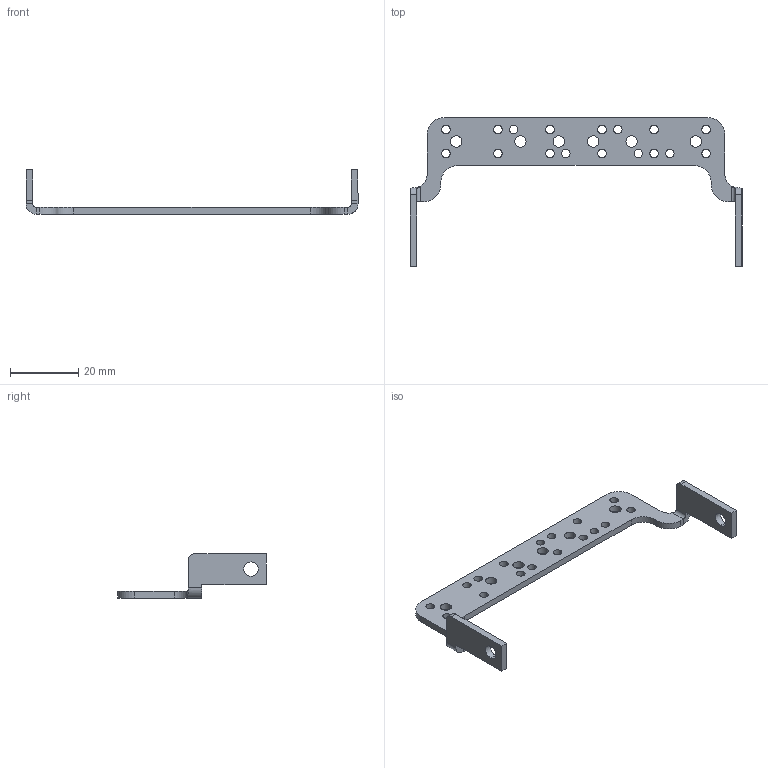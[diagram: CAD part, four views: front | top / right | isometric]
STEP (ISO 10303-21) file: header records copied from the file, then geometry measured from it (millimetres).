
FILE_DESCRIPTION (( 'STEP AP203' ), '1' );
FILE_NAME ('B24B-PES.STP', '2017-08-16T11:45:32', ( '微软用户' ), ( '微软中国' ), 'SwSTEP 2.0', 'SolidWorks 2012', '' );
FILE_SCHEMA (( 'CONFIG_CONTROL_DESIGN' ));
Length unit declared in the file: millimetre
Products named in the file (1): B24B-PES
Bounding box: 97 x 43.5 x 13 mm (x, y, z)
Volume: 3192.3 mm3; surface area: 4361.6 mm2
Topology: 1 solids, 1 shells, 94 faces, 260 edges, 168 vertices
Faces by surface type: cylinder 64, plane 28, bspline 2
Entity records: 3249 total; most frequent: CARTESIAN_POINT 573, DIRECTION 566, ORIENTED_EDGE 520, EDGE_CURVE 260, AXIS2_PLACEMENT_3D 221, VERTEX_POINT 168, EDGE_LOOP 144, CIRCLE 128
